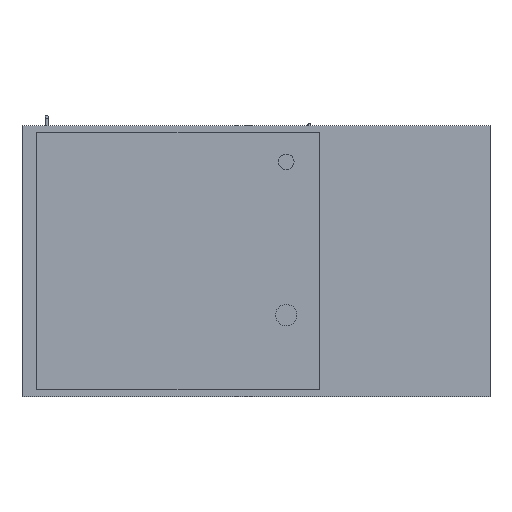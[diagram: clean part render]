
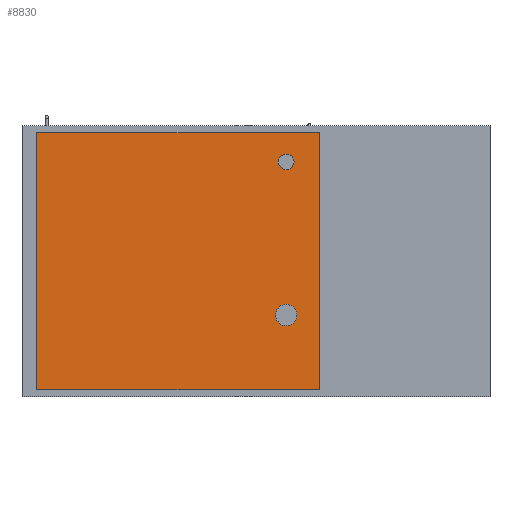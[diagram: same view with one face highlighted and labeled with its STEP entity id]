
A CAD part, front view. The second image highlights one B-rep face of the part: STEP entity #8830.
In plain terms, the highlighted planar face has unit normal (0, -1, 0).
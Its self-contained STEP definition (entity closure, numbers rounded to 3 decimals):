
#494=FACE_OUTER_BOUND('',#1037,.T.);
#1037=EDGE_LOOP('',(#5878,#5879,#5880,#5881));
#1601=LINE('',#12883,#2652);
#1603=LINE('',#12887,#2654);
#1604=LINE('',#12890,#2655);
#1605=LINE('',#12891,#2656);
#2652=VECTOR('',#10267,10.);
#2654=VECTOR('',#10271,10.);
#2655=VECTOR('',#10274,10.);
#2656=VECTOR('',#10275,10.);
#3693=VERTEX_POINT('',#12879);
#3694=VERTEX_POINT('',#12881);
#3695=VERTEX_POINT('',#12885);
#3696=VERTEX_POINT('',#12889);
#4561=EDGE_CURVE('',#3694,#3693,#1601,.T.);
#4563=EDGE_CURVE('',#3694,#3695,#1603,.T.);
#4564=EDGE_CURVE('',#3696,#3695,#1604,.T.);
#4565=EDGE_CURVE('',#3693,#3696,#1605,.T.);
#5878=ORIENTED_EDGE('',*,*,#4563,.T.);
#5879=ORIENTED_EDGE('',*,*,#4564,.F.);
#5880=ORIENTED_EDGE('',*,*,#4565,.F.);
#5881=ORIENTED_EDGE('',*,*,#4561,.F.);
#8405=PLANE('',#9447);
#8830=ADVANCED_FACE('',(#494),#8405,.T.);
#9447=AXIS2_PLACEMENT_3D('',#12888,#10272,#10273);
#10267=DIRECTION('',(0.,0.,1.));
#10271=DIRECTION('',(1.,0.,0.));
#10272=DIRECTION('center_axis',(0.,-1.,0.));
#10273=DIRECTION('ref_axis',(0.,0.,-1.));
#10274=DIRECTION('',(0.,0.,-1.));
#10275=DIRECTION('',(1.,0.,0.));
#12879=CARTESIAN_POINT('',(-362.5,-185.,330.));
#12881=CARTESIAN_POINT('',(-362.5,-185.,-330.));
#12883=CARTESIAN_POINT('',(-362.5,-185.,330.));
#12885=CARTESIAN_POINT('',(362.5,-185.,-330.));
#12887=CARTESIAN_POINT('',(0.,-185.,-330.));
#12888=CARTESIAN_POINT('Origin',(0.,-185.,330.));
#12889=CARTESIAN_POINT('',(362.5,-185.,330.));
#12890=CARTESIAN_POINT('',(362.5,-185.,330.));
#12891=CARTESIAN_POINT('',(0.,-185.,330.));
